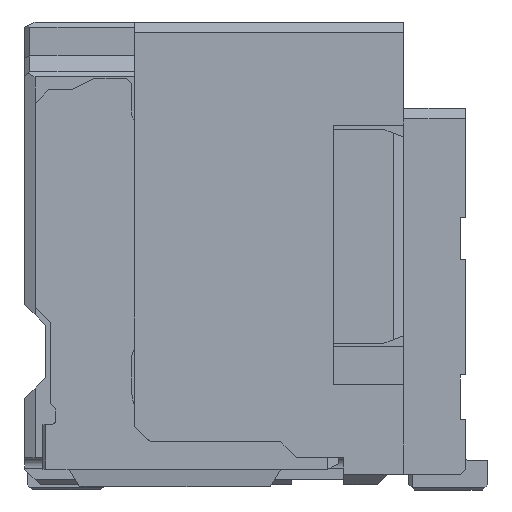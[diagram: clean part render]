
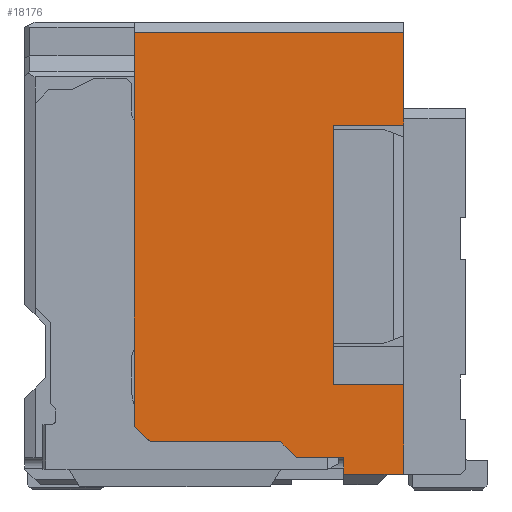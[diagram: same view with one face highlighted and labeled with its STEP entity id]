
A CAD part, left-side view. The second image highlights one B-rep face of the part: STEP entity #18176.
In plain terms, the highlighted planar face has unit normal (-1, 0, 0).
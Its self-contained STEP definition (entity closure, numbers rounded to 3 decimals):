
#587=DIRECTION('',(0.,0.,-1.));
#588=VECTOR('',#587,1.72);
#589=CARTESIAN_POINT('',(-139.064,-27.4,-497.95));
#590=LINE('',#589,#588);
#595=DIRECTION('',(0.,0.,-1.));
#596=VECTOR('',#595,1.77);
#597=CARTESIAN_POINT('',(-139.064,-27.4,-491.22));
#598=LINE('',#597,#596);
#3102=DIRECTION('',(0.,0.,1.));
#3103=VECTOR('',#3102,4.96);
#3104=CARTESIAN_POINT('',(-139.064,-26.05,-497.95));
#3105=LINE('',#3104,#3103);
#3106=DIRECTION('',(0.,-1.,0.));
#3107=VECTOR('',#3106,0.3);
#3108=CARTESIAN_POINT('',(-139.064,-27.1,
-499.67));
#3109=LINE('',#3108,#3107);
#3110=DIRECTION('',(0.,-1.,0.));
#3111=VECTOR('',#3110,0.85);
#3112=CARTESIAN_POINT('',(-139.064,-26.25,-499.67));
#3113=LINE('',#3112,#3111);
#3114=DIRECTION('',(0.,0.,-1.));
#3115=VECTOR('',#3114,0.32);
#3116=CARTESIAN_POINT('',(-139.064,-26.25,-499.35));
#3117=LINE('',#3116,#3115);
#3118=DIRECTION('',(0.,-0.707,-0.707));
#3119=VECTOR('',#3118,0.424);
#3120=CARTESIAN_POINT('',(-139.064,-25.05,-499.05));
#3121=LINE('',#3120,#3119);
#3122=DIRECTION('',(0.,-0.707,-0.707));
#3123=VECTOR('',#3122,0.424);
#3124=CARTESIAN_POINT('',(-139.064,-22.25,-498.75));
#3125=LINE('',#3124,#3123);
#3126=DIRECTION('',(0.,0.,-1.));
#3127=VECTOR('',#3126,7.53);
#3128=CARTESIAN_POINT('',(-139.064,-22.25,-491.22));
#3129=LINE('',#3128,#3127);
#3130=DIRECTION('',(0.,1.,0.));
#3131=VECTOR('',#3130,5.15);
#3132=CARTESIAN_POINT('',(-139.064,-27.4,-491.22));
#3133=LINE('',#3132,#3131);
#3250=DIRECTION('',(0.,-1.,0.));
#3251=VECTOR('',#3250,1.35);
#3252=CARTESIAN_POINT('',(-139.064,-26.05,-497.95));
#3253=LINE('',#3252,#3251);
#3322=DIRECTION('',(0.,1.,0.));
#3323=VECTOR('',#3322,1.35);
#3324=CARTESIAN_POINT('',(-139.064,-27.4,-492.99));
#3325=LINE('',#3324,#3323);
#4741=DIRECTION('',(0.,1.,0.));
#4742=VECTOR('',#4741,2.5);
#4743=CARTESIAN_POINT('',(-139.064,-25.05,-499.05));
#4744=LINE('',#4743,#4742);
#4769=DIRECTION('',(0.,1.,0.));
#4770=VECTOR('',#4769,0.9);
#4771=CARTESIAN_POINT('',(-139.064,-26.25,-499.35));
#4772=LINE('',#4771,#4770);
#10697=CARTESIAN_POINT('',(-139.064,-27.4,-497.95));
#10699=VERTEX_POINT('',#10697);
#10703=CARTESIAN_POINT('',(-139.064,-26.05,-497.95));
#10704=VERTEX_POINT('',#10703);
#11060=CARTESIAN_POINT('',(-139.064,-27.4,-491.22));
#11061=VERTEX_POINT('',#11060);
#11062=CARTESIAN_POINT('',(-139.064,-27.4,-492.99));
#11063=VERTEX_POINT('',#11062);
#11070=CARTESIAN_POINT('',(-139.064,-27.4,-499.67));
#11071=VERTEX_POINT('',#11070);
#11532=CARTESIAN_POINT('',(-139.064,-26.25,-499.67));
#11534=VERTEX_POINT('',#11532);
#11537=CARTESIAN_POINT('',(-139.064,-27.1,
-499.67));
#11538=VERTEX_POINT('',#11537);
#11721=CARTESIAN_POINT('',(-139.064,-22.25,-498.75));
#11722=CARTESIAN_POINT('',(-139.064,-22.55,-499.05));
#11723=VERTEX_POINT('',#11721);
#11724=VERTEX_POINT('',#11722);
#11902=CARTESIAN_POINT('',(-139.064,-26.05,-492.99));
#11903=VERTEX_POINT('',#11902);
#12314=CARTESIAN_POINT('',(-139.064,-22.25,-491.22));
#12315=VERTEX_POINT('',#12314);
#12606=CARTESIAN_POINT('',(-139.064,-26.25,-499.35));
#12607=VERTEX_POINT('',#12606);
#12628=CARTESIAN_POINT('',(-139.064,-25.35,-499.35));
#12629=VERTEX_POINT('',#12628);
#12630=CARTESIAN_POINT('',(-139.064,-25.05,-499.05));
#12631=VERTEX_POINT('',#12630);
#18145=CARTESIAN_POINT('',(-139.064,-24.35,-491.42));
#18146=DIRECTION('',(-1.,0.,0.));
#18147=DIRECTION('',(0.,0.,-1.));
#18148=AXIS2_PLACEMENT_3D('',#18145,#18146,#18147);
#18149=PLANE('',#18148);
#18151=ORIENTED_EDGE('',*,*,#18150,.F.);
#18153=ORIENTED_EDGE('',*,*,#18152,.T.);
#18154=ORIENTED_EDGE('',*,*,#14631,.T.);
#18155=ORIENTED_EDGE('',*,*,#14837,.F.);
#18157=ORIENTED_EDGE('',*,*,#18156,.F.);
#18159=ORIENTED_EDGE('',*,*,#18158,.F.);
#18161=ORIENTED_EDGE('',*,*,#18160,.T.);
#18163=ORIENTED_EDGE('',*,*,#18162,.F.);
#18165=ORIENTED_EDGE('',*,*,#18164,.T.);
#18167=ORIENTED_EDGE('',*,*,#18166,.F.);
#18169=ORIENTED_EDGE('',*,*,#18168,.F.);
#18170=ORIENTED_EDGE('',*,*,#18138,.F.);
#18171=ORIENTED_EDGE('',*,*,#14643,.T.);
#18173=ORIENTED_EDGE('',*,*,#18172,.T.);
#18174=EDGE_LOOP('',(#18151,#18153,#18154,#18155,#18157,#18159,#18161,#18163,
#18165,#18167,#18169,#18170,#18171,#18173));
#18175=FACE_OUTER_BOUND('',#18174,.F.);
#18176=ADVANCED_FACE('',(#18175),#18149,.T.);
#14631=EDGE_CURVE('',#10699,#11071,#590,.T.);
#14643=EDGE_CURVE('',#11061,#11063,#598,.T.);
#14837=EDGE_CURVE('',#11538,#11071,#3109,.T.);
#18138=EDGE_CURVE('',#11061,#12315,#3133,.T.);
#18150=EDGE_CURVE('',#10704,#11903,#3105,.T.);
#18152=EDGE_CURVE('',#10704,#10699,#3253,.T.);
#18156=EDGE_CURVE('',#11534,#11538,#3113,.T.);
#18158=EDGE_CURVE('',#12607,#11534,#3117,.T.);
#18160=EDGE_CURVE('',#12607,#12629,#4772,.T.);
#18162=EDGE_CURVE('',#12631,#12629,#3121,.T.);
#18164=EDGE_CURVE('',#12631,#11724,#4744,.T.);
#18166=EDGE_CURVE('',#11723,#11724,#3125,.T.);
#18168=EDGE_CURVE('',#12315,#11723,#3129,.T.);
#18172=EDGE_CURVE('',#11063,#11903,#3325,.T.);
